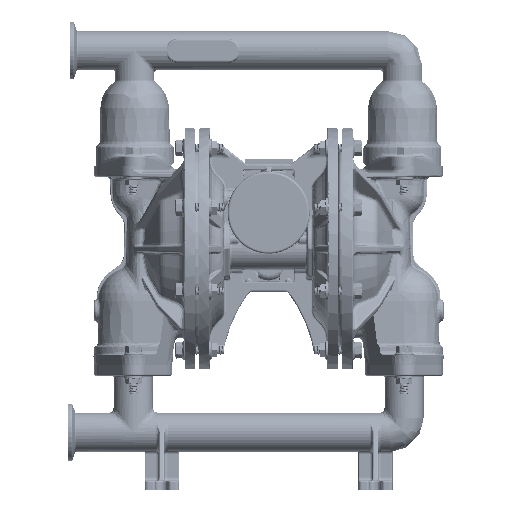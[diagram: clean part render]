
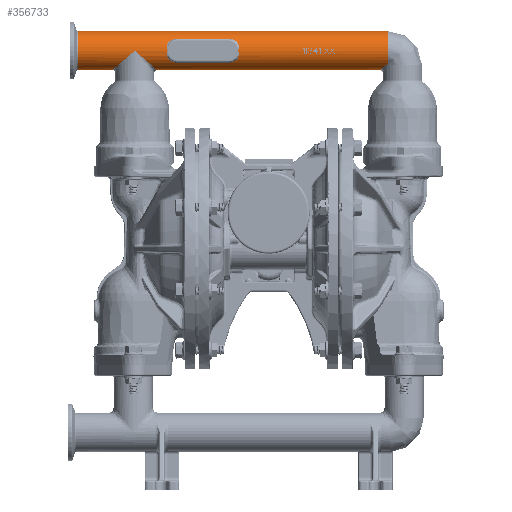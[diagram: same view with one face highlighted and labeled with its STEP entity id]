
A CAD part, front view. The second image highlights one B-rep face of the part: STEP entity #356733.
In plain terms, the highlighted cylindrical face has radius 17.145 mm (diameter 34.29 mm), a partial arc.
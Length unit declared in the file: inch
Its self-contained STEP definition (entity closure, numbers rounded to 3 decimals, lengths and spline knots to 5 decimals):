
#352207=CARTESIAN_POINT('',(-5.409,0.,6.2));
#352208=CARTESIAN_POINT('',(-5.409,-0.03581,
6.2));
#352209=CARTESIAN_POINT('',(-5.40252,-0.10887,
6.20564));
#352210=CARTESIAN_POINT('',(-5.37017,-0.22177,
6.23382));
#352211=CARTESIAN_POINT('',(-5.31536,-0.32788,
6.28155));
#352212=CARTESIAN_POINT('',(-5.25058,-0.41244,
6.33798));
#352213=CARTESIAN_POINT('',(-5.18476,-0.4772,
6.39531));
#352214=CARTESIAN_POINT('',(-5.11677,-0.53002,
6.45452));
#352215=CARTESIAN_POINT('',(-5.04064,-0.57657,
6.52083));
#352216=CARTESIAN_POINT('',(-4.9585,-0.61466,
6.59237));
#352217=CARTESIAN_POINT('',(-4.87848,-0.64183,
6.66207));
#352218=CARTESIAN_POINT('',(-4.80303,-0.65988,
6.72778));
#352219=CARTESIAN_POINT('',(-4.72475,-0.67168,
6.79596));
#352220=CARTESIAN_POINT('',(-4.66513,-0.675,
6.84789));
#352221=CARTESIAN_POINT('',(-4.634,-0.675,6.875));
#352223=DIRECTION('',(-1.,0.,0.));
#352224=VECTOR('',#352223,1.20462);
#352225=CARTESIAN_POINT('',(-5.409,0.,6.2));
#352226=LINE('',#352225,#352224);
#352227=CARTESIAN_POINT('',(4.134,0.,6.875));
#352228=DIRECTION('',(-1.,0.,0.));
#352229=DIRECTION('',(0.,-0.764,-0.645));
#352230=AXIS2_PLACEMENT_3D('',#352227,#352228,#352229);
#352232=CARTESIAN_POINT('',(4.134,-0.51573,
6.43952));
#352233=CARTESIAN_POINT('',(4.10735,-0.49614,
6.41631));
#352234=CARTESIAN_POINT('',(4.05805,-0.45452,
6.37337));
#352235=CARTESIAN_POINT('',(3.99604,-0.38641,
6.31936));
#352236=CARTESIAN_POINT('',(3.94669,-0.31532,
6.27638));
#352237=CARTESIAN_POINT('',(3.91012,-0.24485,
6.24452));
#352238=CARTESIAN_POINT('',(3.88488,-0.17735,
6.22254));
#352239=CARTESIAN_POINT('',(3.86901,-0.11389,
6.20872));
#352240=CARTESIAN_POINT('',(3.86063,-0.05483,
6.20142));
#352241=CARTESIAN_POINT('',(3.859,-0.01779,
6.2));
#352242=CARTESIAN_POINT('',(3.859,0.,6.2));
#352244=DIRECTION('',(-1.,0.,0.));
#352245=VECTOR('',#352244,7.718);
#352246=CARTESIAN_POINT('',(3.859,0.,6.2));
#352247=LINE('',#352246,#352245);
#352248=CARTESIAN_POINT('',(-4.634,-0.675,6.875));
#352249=CARTESIAN_POINT('',(-4.60779,-0.675,
6.85217));
#352250=CARTESIAN_POINT('',(-4.55605,-0.67261,
6.8071));
#352251=CARTESIAN_POINT('',(-4.48458,-0.66338,
6.74486));
#352252=CARTESIAN_POINT('',(-4.40816,-0.64704,
6.6783));
#352253=CARTESIAN_POINT('',(-4.32809,-0.62172,
6.60856));
#352254=CARTESIAN_POINT('',(-4.25093,-0.58831,
6.54136));
#352255=CARTESIAN_POINT('',(-4.18113,-0.54936,
6.48056));
#352256=CARTESIAN_POINT('',(-4.11341,-0.50213,
6.42158));
#352257=CARTESIAN_POINT('',(-4.04737,-0.44364,
6.36407));
#352258=CARTESIAN_POINT('',(-3.99212,-0.38075,
6.31594));
#352259=CARTESIAN_POINT('',(-3.94974,-0.3194,
6.27903));
#352260=CARTESIAN_POINT('',(-3.91704,-0.25901,
6.25055));
#352261=CARTESIAN_POINT('',(-3.89282,-0.20026,
6.22946));
#352262=CARTESIAN_POINT('',(-3.87607,-0.14447,
6.21487));
#352263=CARTESIAN_POINT('',(-3.86554,-0.09226,
6.2057));
#352264=CARTESIAN_POINT('',(-3.86003,-0.04396,
6.2009));
#352265=CARTESIAN_POINT('',(-3.859,-0.0142,
6.2));
#352266=CARTESIAN_POINT('',(-3.859,0.,6.2));
#352301=CARTESIAN_POINT('',(-3.859,0.,6.2));
#352318=CARTESIAN_POINT('',(3.859,0.,6.2));
#352333=DIRECTION('',(-1.,0.,0.));
#352334=VECTOR('',#352333,10.74762);
#352335=CARTESIAN_POINT('',(4.134,0.,7.55));
#352336=LINE('',#352335,#352334);
#352364=CARTESIAN_POINT('',(4.134,-0.51573,
6.43952));
#355322=CARTESIAN_POINT('',(-6.61362,0.,6.875));
#355323=DIRECTION('',(1.,0.,0.));
#355324=DIRECTION('',(0.,0.,1.));
#355325=AXIS2_PLACEMENT_3D('',#355322,#355323,#355324);
#355542=CARTESIAN_POINT('',(-4.634,-0.675,6.875));
#356479=CARTESIAN_POINT('',(-6.61362,0.,6.2));
#356481=VERTEX_POINT('',#356479);
#356482=CARTESIAN_POINT('',(-6.61362,0.,7.55));
#356483=VERTEX_POINT('',#356482);
#356490=CARTESIAN_POINT('',(4.134,0.,7.55));
#356491=VERTEX_POINT('',#356490);
#356551=VERTEX_POINT('',#355542);
#356552=VERTEX_POINT('',#352207);
#356555=VERTEX_POINT('',#352301);
#356558=VERTEX_POINT('',#352318);
#356560=VERTEX_POINT('',#352364);
#356710=CARTESIAN_POINT('',(4.134,0.,6.875));
#356711=DIRECTION('',(-1.,0.,0.));
#356712=DIRECTION('',(0.,0.,1.));
#356713=AXIS2_PLACEMENT_3D('',#356710,#356711,#356712);
#356714=CYLINDRICAL_SURFACE('',#356713,0.675);
#356716=ORIENTED_EDGE('',*,*,#356715,.F.);
#356718=ORIENTED_EDGE('',*,*,#356717,.T.);
#356720=ORIENTED_EDGE('',*,*,#356719,.F.);
#356722=ORIENTED_EDGE('',*,*,#356721,.F.);
#356724=ORIENTED_EDGE('',*,*,#356723,.F.);
#356726=ORIENTED_EDGE('',*,*,#356725,.T.);
#356728=ORIENTED_EDGE('',*,*,#356727,.T.);
#356730=ORIENTED_EDGE('',*,*,#356729,.F.);
#356731=EDGE_LOOP('',(#356716,#356718,#356720,#356722,#356724,#356726,#356728,
#356730));
#356732=FACE_OUTER_BOUND('',#356731,.F.);
#356733=ADVANCED_FACE('',(#356732),#356714,.T.);
#352222=B_SPLINE_CURVE_WITH_KNOTS('',3,(#352207,#352208,#352209,#352210,#352211,
#352212,#352213,#352214,#352215,#352216,#352217,#352218,#352219,#352220,
#352221),.UNSPECIFIED.,.F.,.F.,(4,1,1,1,1,1,1,1,1,1,1,1,4),(0.,
0.08333,0.16667,0.25,0.33333,0.41667,
0.5,0.58333,0.66667,0.75,0.83333,
0.91667,1.),.UNSPECIFIED.);
#352231=CIRCLE('',#352230,0.675);
#352243=B_SPLINE_CURVE_WITH_KNOTS('',3,(#352232,#352233,#352234,#352235,#352236,
#352237,#352238,#352239,#352240,#352241,#352242),.UNSPECIFIED.,.F.,.F.,(4,1,1,1,
1,1,1,1,4),(0.,0.125,0.25,0.375,0.5,0.625,0.75,0.875,1.),
.UNSPECIFIED.);
#352267=B_SPLINE_CURVE_WITH_KNOTS('',3,(#352248,#352249,#352250,#352251,#352252,
#352253,#352254,#352255,#352256,#352257,#352258,#352259,#352260,#352261,#352262,
#352263,#352264,#352265,#352266),.UNSPECIFIED.,.F.,.F.,(4,1,1,1,1,1,1,1,1,1,1,1,
1,1,1,1,4),(0.,0.0625,0.125,0.1875,0.25,0.3125,0.375,0.4375,
0.5,0.5625,0.625,0.6875,0.75,0.8125,0.875,0.9375,1.),
.UNSPECIFIED.);
#355326=CIRCLE('',#355325,0.675);
#356715=EDGE_CURVE('',#356552,#356551,#352222,.T.);
#356717=EDGE_CURVE('',#356552,#356481,#352226,.T.);
#356719=EDGE_CURVE('',#356483,#356481,#355326,.T.);
#356721=EDGE_CURVE('',#356491,#356483,#352336,.T.);
#356723=EDGE_CURVE('',#356560,#356491,#352231,.T.);
#356725=EDGE_CURVE('',#356560,#356558,#352243,.T.);
#356727=EDGE_CURVE('',#356558,#356555,#352247,.T.);
#356729=EDGE_CURVE('',#356551,#356555,#352267,.T.);
